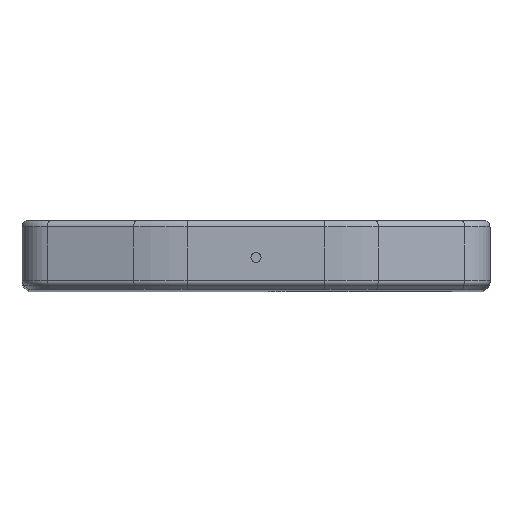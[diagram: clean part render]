
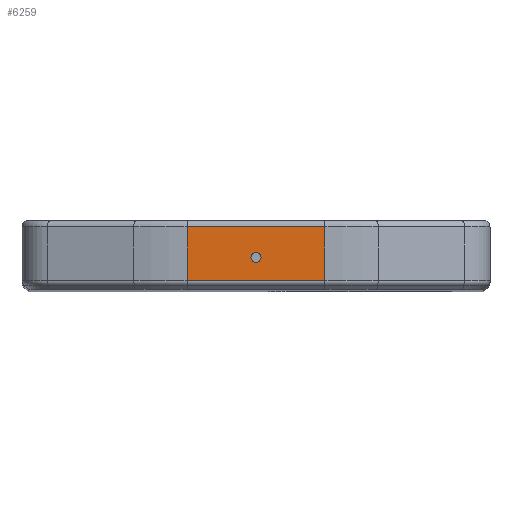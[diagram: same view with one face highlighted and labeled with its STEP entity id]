
A CAD part, top view. The second image highlights one B-rep face of the part: STEP entity #6259.
In plain terms, the highlighted planar face has unit normal (0, 0, 1).
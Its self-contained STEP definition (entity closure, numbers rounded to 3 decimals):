
#89=FACE_BOUND('',#698,.T.);
#123=PLANE('',#6676);
#339=FACE_OUTER_BOUND('',#697,.T.);
#697=EDGE_LOOP('',(#4405,#4406,#4407,#4408));
#698=EDGE_LOOP('',(#4409,#4410));
#1085=LINE('',#9372,#1744);
#1118=LINE('',#9467,#1777);
#1119=LINE('',#9471,#1778);
#1120=LINE('',#9472,#1779);
#1744=VECTOR('',#7410,10.);
#1777=VECTOR('',#7517,10.);
#1778=VECTOR('',#7522,10.);
#1779=VECTOR('',#7523,10.);
#2343=CIRCLE('',#6575,0.8);
#2344=CIRCLE('',#6576,0.8);
#2622=VERTEX_POINT('',#9165);
#2623=VERTEX_POINT('',#9167);
#2701=VERTEX_POINT('',#9365);
#2703=VERTEX_POINT('',#9371);
#2728=VERTEX_POINT('',#9466);
#2729=VERTEX_POINT('',#9470);
#3223=EDGE_CURVE('',#2623,#2622,#2343,.T.);
#3224=EDGE_CURVE('',#2622,#2623,#2344,.T.);
#3324=EDGE_CURVE('',#2701,#2703,#1085,.T.);
#3372=EDGE_CURVE('',#2703,#2728,#1118,.T.);
#3374=EDGE_CURVE('',#2701,#2729,#1119,.T.);
#3375=EDGE_CURVE('',#2728,#2729,#1120,.T.);
#4405=ORIENTED_EDGE('',*,*,#3324,.F.);
#4406=ORIENTED_EDGE('',*,*,#3374,.T.);
#4407=ORIENTED_EDGE('',*,*,#3375,.F.);
#4408=ORIENTED_EDGE('',*,*,#3372,.F.);
#4409=ORIENTED_EDGE('',*,*,#3223,.T.);
#4410=ORIENTED_EDGE('',*,*,#3224,.T.);
#6259=ADVANCED_FACE('',(#339,#89),#123,.T.);
#6575=AXIS2_PLACEMENT_3D('',#9168,#7223,#7224);
#6576=AXIS2_PLACEMENT_3D('',#9169,#7225,#7226);
#6676=AXIS2_PLACEMENT_3D('',#9469,#7520,#7521);
#7223=DIRECTION('center_axis',(0.,0.,-1.));
#7224=DIRECTION('ref_axis',(-1.,0.,0.));
#7225=DIRECTION('center_axis',(0.,0.,-1.));
#7226=DIRECTION('ref_axis',(-1.,0.,0.));
#7410=DIRECTION('',(-1.,0.,0.));
#7517=DIRECTION('',(0.,1.,0.));
#7520=DIRECTION('center_axis',(0.,0.,1.));
#7521=DIRECTION('ref_axis',(1.,0.,0.));
#7522=DIRECTION('',(0.,1.,0.));
#7523=DIRECTION('',(1.,0.,0.));
#9165=CARTESIAN_POINT('',(0.8,5.1,53.159));
#9167=CARTESIAN_POINT('',(-0.8,5.1,53.159));
#9168=CARTESIAN_POINT('Origin',(0.,5.1,53.159));
#9169=CARTESIAN_POINT('Origin',(0.,5.1,53.159));
#9365=CARTESIAN_POINT('',(10.964,1.414,53.159));
#9371=CARTESIAN_POINT('',(-10.963,1.414,53.159));
#9372=CARTESIAN_POINT('',(0.112,1.414,53.159));
#9466=CARTESIAN_POINT('',(-10.963,10.,53.159));
#9467=CARTESIAN_POINT('',(-10.963,0.,53.159));
#9469=CARTESIAN_POINT('Origin',(-10.963,0.,53.159));
#9470=CARTESIAN_POINT('',(10.964,10.,53.159));
#9471=CARTESIAN_POINT('',(10.964,0.,53.159));
#9472=CARTESIAN_POINT('',(7.393,10.,53.159));
